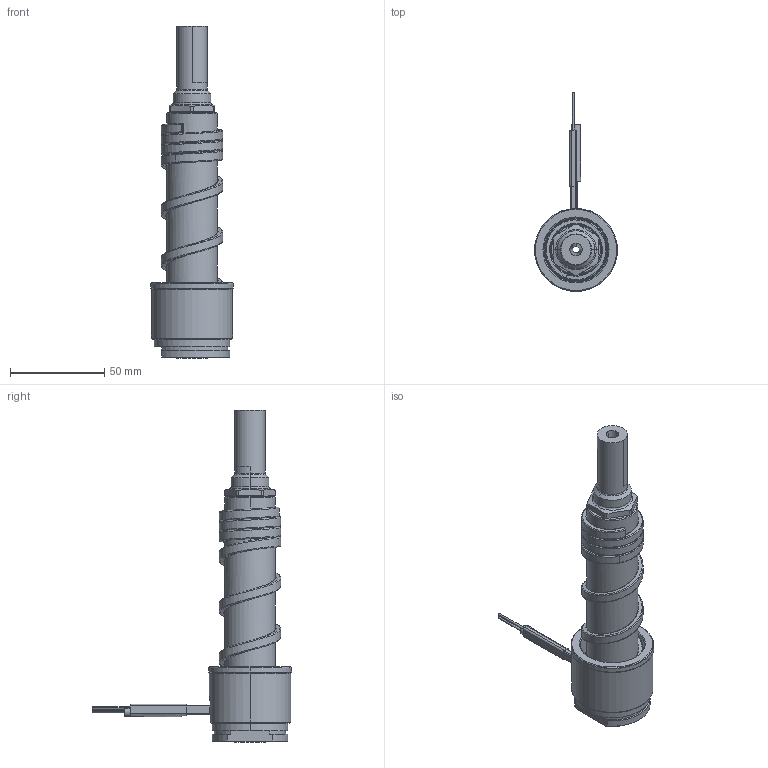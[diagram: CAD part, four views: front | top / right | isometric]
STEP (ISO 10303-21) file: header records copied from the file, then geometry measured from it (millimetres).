
FILE_DESCRIPTION((''),'2;1');
FILE_NAME('EL-146-AEM-H','2016-08-30T',('砐錪賧瘔蠈錪'),('IMID'),'PRO/ENGINEER BY PARAMETRIC TECHNOLOGY CORPORATION, 2015070','PRO/ENGINEER BY PARAMETRIC TECHNOLOGY CORPORATION, 2015070','');
FILE_SCHEMA(('CONFIG_CONTROL_DESIGN'));
Length unit declared in the file: millimetre
Products named in the file (1): EL-146-AEM-H
Bounding box: 44 x 105.5 x 176 mm (x, y, z)
Volume: 110074.8 mm3; surface area: 41641.6 mm2
Topology: 1 solids, 9 shells, 328 faces, 803 edges, 474 vertices
Faces by surface type: cylinder 106, cone 63, bspline 57, plane 50, torus 33, revolution 9, extrusion 8, sphere 2
Entity records: 17546 total; most frequent: CARTESIAN_POINT 10110, ORIENTED_EDGE 1566, DIRECTION 1493, EDGE_CURVE 795, AXIS2_PLACEMENT_3D 599, VERTEX_POINT 474, EDGE_LOOP 351, CIRCLE 344
